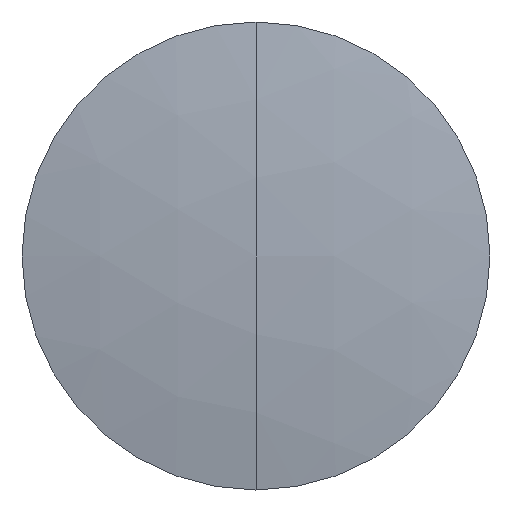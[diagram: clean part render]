
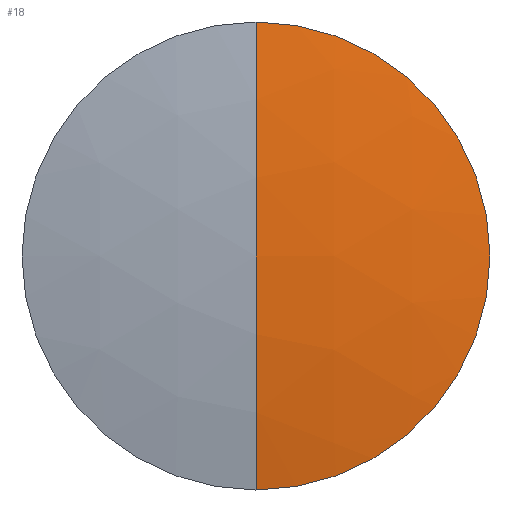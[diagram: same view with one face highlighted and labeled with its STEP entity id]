
A CAD part, left-side view. The second image highlights one B-rep face of the part: STEP entity #18.
In plain terms, the highlighted spherical face has radius 70 mm.
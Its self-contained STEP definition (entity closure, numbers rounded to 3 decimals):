
#18 = ADVANCED_FACE ( 'NONE', ( #162 ), #291, .T. ) ;
#31 = ORIENTED_EDGE ( 'NONE', *, *, #214, .T. ) ;
#38 = EDGE_CURVE ( 'NONE', #114, #129, #231, .T. ) ;
#43 = CIRCLE ( 'NONE', #248, 12.7 ) ;
#68 = CARTESIAN_POINT ( 'NONE',  ( 85.403, 0., 0. ) ) ;
#95 = DIRECTION ( 'NONE',  ( 0., 1., 0. ) ) ;
#99 = AXIS2_PLACEMENT_3D ( 'NONE', #282, #95, #261 ) ;
#108 = EDGE_CURVE ( 'NONE', #114, #110, #43, .T. ) ;
#110 = VERTEX_POINT ( 'NONE', #147 ) ;
#113 = CIRCLE ( 'NONE', #342, 70. ) ;
#114 = VERTEX_POINT ( 'NONE', #116 ) ;
#116 = CARTESIAN_POINT ( 'NONE',  ( 85.403, 0., -12.7 ) ) ;
#127 = DIRECTION ( 'NONE',  ( 0., 0., -1. ) ) ;
#129 = VERTEX_POINT ( 'NONE', #205 ) ;
#147 = CARTESIAN_POINT ( 'NONE',  ( 85.403, 0., 12.7 ) ) ;
#156 = CARTESIAN_POINT ( 'NONE',  ( 154.242, 0., 0. ) ) ;
#162 = FACE_OUTER_BOUND ( 'NONE', #300, .T. ) ;
#196 = ORIENTED_EDGE ( 'NONE', *, *, #108, .T. ) ;
#205 = CARTESIAN_POINT ( 'NONE',  ( 84.242, 0., 0. ) ) ;
#206 = DIRECTION ( 'NONE',  ( 0., 0., -1. ) ) ;
#214 = EDGE_CURVE ( 'NONE', #110, #129, #113, .T. ) ;
#226 = DIRECTION ( 'NONE',  ( -1., 0., 0. ) ) ;
#231 = CIRCLE ( 'NONE', #99, 70. ) ;
#234 = DIRECTION ( 'NONE',  ( 0., 0., 1. ) ) ;
#237 = AXIS2_PLACEMENT_3D ( 'NONE', #313, #344, #127 ) ;
#248 = AXIS2_PLACEMENT_3D ( 'NONE', #68, #226, #234 ) ;
#255 = ORIENTED_EDGE ( 'NONE', *, *, #38, .F. ) ;
#261 = DIRECTION ( 'NONE',  ( 0., 0., 1. ) ) ;
#282 = CARTESIAN_POINT ( 'NONE',  ( 154.242, 0., 0. ) ) ;
#291 = SPHERICAL_SURFACE ( 'NONE', #237, 70. ) ;
#300 = EDGE_LOOP ( 'NONE', ( #196, #31, #255 ) ) ;
#313 = CARTESIAN_POINT ( 'NONE',  ( 154.242, 0., 0. ) ) ;
#314 = DIRECTION ( 'NONE',  ( 0., -1., 0. ) ) ;
#342 = AXIS2_PLACEMENT_3D ( 'NONE', #156, #314, #206 ) ;
#344 = DIRECTION ( 'NONE',  ( 0., -1., 0. ) ) ;
